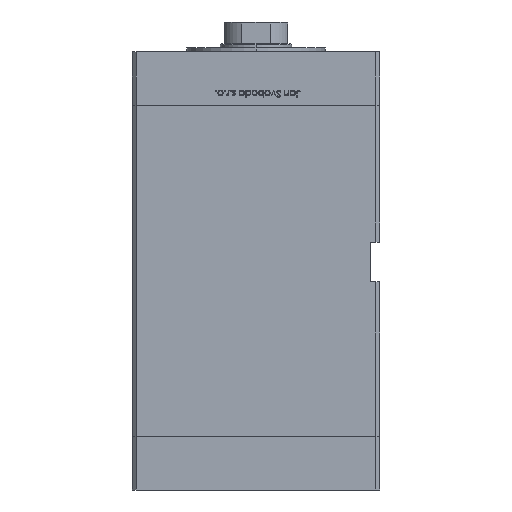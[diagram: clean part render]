
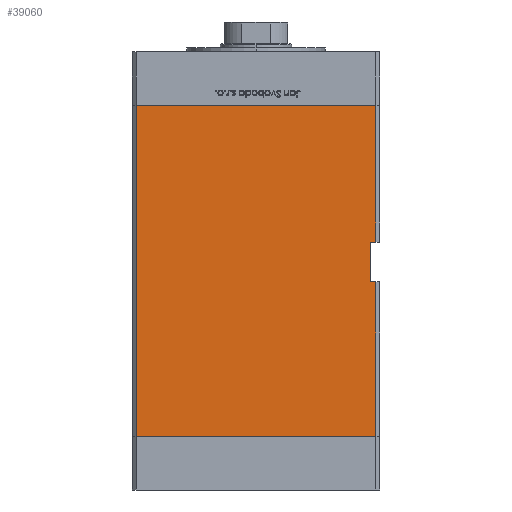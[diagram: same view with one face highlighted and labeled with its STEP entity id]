
A CAD part, left-side view. The second image highlights one B-rep face of the part: STEP entity #39060.
In plain terms, the highlighted planar face has unit normal (-1, 0, 0).
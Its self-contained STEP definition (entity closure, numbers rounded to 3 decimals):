
#20 = DIRECTION ( 'NONE',  ( 0., 0., -1. ) ) ;
#341 = DIRECTION ( 'NONE',  ( 0., 0., -1. ) ) ;
#494 = EDGE_CURVE ( 'NONE', #10567, #21825, #4901, .T. ) ;
#953 = DIRECTION ( 'NONE',  ( 0., -1., 0. ) ) ;
#1091 = EDGE_CURVE ( 'NONE', #15606, #38290, #42241, .T. ) ;
#2047 = ORIENTED_EDGE ( 'NONE', *, *, #39984, .F. ) ;
#2274 = DIRECTION ( 'NONE',  ( 0., 0., -1. ) ) ;
#4506 = CARTESIAN_POINT ( 'NONE',  ( -75., -60.5, 167. ) ) ;
#4901 = LINE ( 'NONE', #33325, #38523 ) ;
#6014 = VERTEX_POINT ( 'NONE', #17514 ) ;
#8986 = EDGE_CURVE ( 'NONE', #16929, #38290, #12942, .T. ) ;
#10165 = DIRECTION ( 'NONE',  ( 1., 0., 0. ) ) ;
#10567 = VERTEX_POINT ( 'NONE', #44610 ) ;
#11784 = DIRECTION ( 'NONE',  ( 0., -1., 0. ) ) ;
#12942 = LINE ( 'NONE', #41361, #20263 ) ;
#13554 = CARTESIAN_POINT ( 'NONE',  ( -75., -57.5, 98. ) ) ;
#15606 = VERTEX_POINT ( 'NONE', #48550 ) ;
#16929 = VERTEX_POINT ( 'NONE', #4506 ) ;
#17514 = CARTESIAN_POINT ( 'NONE',  ( -75., 60.5, 167. ) ) ;
#17614 = LINE ( 'NONE', #41486, #31712 ) ;
#18519 = EDGE_CURVE ( 'NONE', #15606, #21801, #21251, .T. ) ;
#19499 = EDGE_CURVE ( 'NONE', #21801, #25627, #42499, .T. ) ;
#20070 = VECTOR ( 'NONE', #20, 1000. ) ;
#20074 = ORIENTED_EDGE ( 'NONE', *, *, #8986, .F. ) ;
#20263 = VECTOR ( 'NONE', #341, 1000. ) ;
#21251 = LINE ( 'NONE', #37354, #26489 ) ;
#21715 = CARTESIAN_POINT ( 'NONE',  ( -75., -60.5, 0. ) ) ;
#21801 = VERTEX_POINT ( 'NONE', #30829 ) ;
#21825 = VERTEX_POINT ( 'NONE', #21715 ) ;
#23753 = EDGE_LOOP ( 'NONE', ( #2047, #46880, #30599, #25367, #20074, #23755, #28201, #27306 ) ) ;
#23755 = ORIENTED_EDGE ( 'NONE', *, *, #49109, .F. ) ;
#23841 = VECTOR ( 'NONE', #2274, 1000. ) ;
#24428 = LINE ( 'NONE', #27669, #20070 ) ;
#25367 = ORIENTED_EDGE ( 'NONE', *, *, #1091, .T. ) ;
#25627 = VERTEX_POINT ( 'NONE', #48913 ) ;
#26489 = VECTOR ( 'NONE', #37095, 1000. ) ;
#27306 = ORIENTED_EDGE ( 'NONE', *, *, #494, .T. ) ;
#27519 = PLANE ( 'NONE',  #42533 ) ;
#27669 = CARTESIAN_POINT ( 'NONE',  ( -75., 60.5, 167. ) ) ;
#28201 = ORIENTED_EDGE ( 'NONE', *, *, #34763, .T. ) ;
#30599 = ORIENTED_EDGE ( 'NONE', *, *, #18519, .F. ) ;
#30829 = CARTESIAN_POINT ( 'NONE',  ( -75., -57.5, 78. ) ) ;
#31712 = VECTOR ( 'NONE', #38519, 1000. ) ;
#33325 = CARTESIAN_POINT ( 'NONE',  ( -75., 60.5, 0. ) ) ;
#34763 = EDGE_CURVE ( 'NONE', #6014, #10567, #24428, .T. ) ;
#37095 = DIRECTION ( 'NONE',  ( 0., 0., -1. ) ) ;
#37349 = DIRECTION ( 'NONE',  ( 0., -1., 0. ) ) ;
#37354 = CARTESIAN_POINT ( 'NONE',  ( -75., -57.5, 98. ) ) ;
#38290 = VERTEX_POINT ( 'NONE', #41674 ) ;
#38519 = DIRECTION ( 'NONE',  ( 0., -1., 0. ) ) ;
#38523 = VECTOR ( 'NONE', #37349, 1000. ) ;
#38752 = CARTESIAN_POINT ( 'NONE',  ( -75., -60.5, 167. ) ) ;
#39015 = LINE ( 'NONE', #38752, #23841 ) ;
#39060 = ADVANCED_FACE ( 'NONE', ( #50640 ), #27519, .F. ) ;
#39984 = EDGE_CURVE ( 'NONE', #25627, #21825, #39015, .T. ) ;
#41361 = CARTESIAN_POINT ( 'NONE',  ( -75., -60.5, 167. ) ) ;
#41486 = CARTESIAN_POINT ( 'NONE',  ( -75., 60.5, 167. ) ) ;
#41674 = CARTESIAN_POINT ( 'NONE',  ( -75., -60.5, 98. ) ) ;
#41980 = CARTESIAN_POINT ( 'NONE',  ( -75., -57.5, 78. ) ) ;
#42241 = LINE ( 'NONE', #13554, #50534 ) ;
#42499 = LINE ( 'NONE', #41980, #47090 ) ;
#42533 = AXIS2_PLACEMENT_3D ( 'NONE', #52174, #10165, #42598 ) ;
#42598 = DIRECTION ( 'NONE',  ( 0., 1., 0. ) ) ;
#44610 = CARTESIAN_POINT ( 'NONE',  ( -75., 60.5, 0. ) ) ;
#46880 = ORIENTED_EDGE ( 'NONE', *, *, #19499, .F. ) ;
#47090 = VECTOR ( 'NONE', #953, 1000. ) ;
#48550 = CARTESIAN_POINT ( 'NONE',  ( -75., -57.5, 98. ) ) ;
#48913 = CARTESIAN_POINT ( 'NONE',  ( -75., -60.5, 78. ) ) ;
#49109 = EDGE_CURVE ( 'NONE', #6014, #16929, #17614, .T. ) ;
#50534 = VECTOR ( 'NONE', #11784, 1000. ) ;
#50640 = FACE_OUTER_BOUND ( 'NONE', #23753, .T. ) ;
#52174 = CARTESIAN_POINT ( 'NONE',  ( -75., 60.5, 167. ) ) ;
